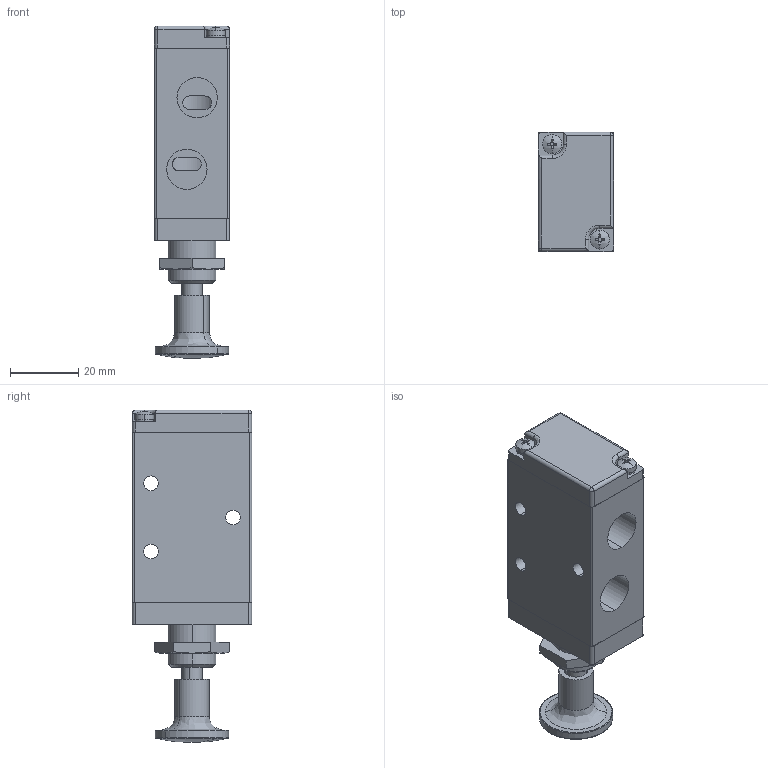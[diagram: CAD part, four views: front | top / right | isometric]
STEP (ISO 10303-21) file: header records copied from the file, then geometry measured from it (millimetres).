
FILE_DESCRIPTION (( 'STEP AP203' ), '1' );
FILE_NAME ('3R210-08.step', '2017-02-27T18:48:57', ( '' ), ( '' ), 'SwSTEP 2.0', 'SolidWorks 2016', '' );
FILE_SCHEMA (( 'CONFIG_CONTROL_DESIGN' ));
Length unit declared in the file: millimetre
Products named in the file (1): 3R210-08
Bounding box: 22 x 35 x 97.37 mm (x, y, z)
Volume: 39997.8 mm3; surface area: 20888.9 mm2
Topology: 12 solids, 12 shells, 294 faces, 721 edges, 459 vertices
Faces by surface type: cylinder 128, plane 120, cone 24, bspline 22
Entity records: 9303 total; most frequent: CARTESIAN_POINT 2433, DIRECTION 1420, ORIENTED_EDGE 1418, EDGE_CURVE 709, AXIS2_PLACEMENT_3D 564, VERTEX_POINT 459, EDGE_LOOP 340, ADVANCED_FACE 294
